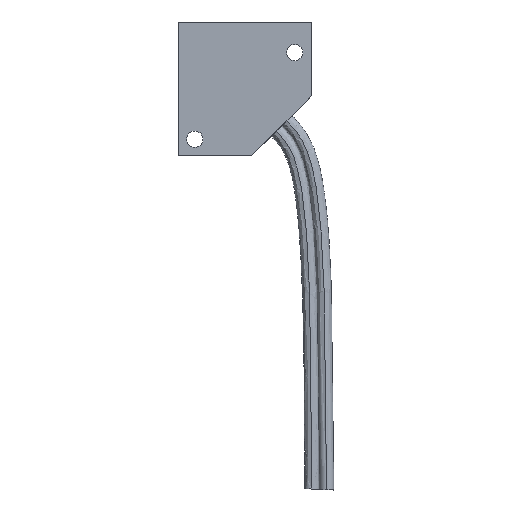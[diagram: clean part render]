
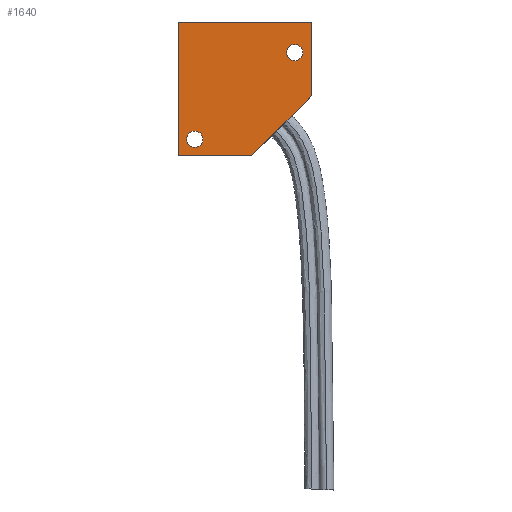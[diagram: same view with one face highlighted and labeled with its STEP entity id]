
A CAD part, left-side view. The second image highlights one B-rep face of the part: STEP entity #1640.
In plain terms, the highlighted planar face has unit normal (-1, 0, 0).
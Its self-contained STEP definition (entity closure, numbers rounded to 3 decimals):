
#61=FACE_BOUND('',#447,.T.);
#62=FACE_BOUND('',#448,.T.);
#72=PLANE('',#1909);
#123=LINE('',#3234,#184);
#130=LINE('',#3247,#191);
#132=LINE('',#3251,#193);
#133=LINE('',#3253,#194);
#134=LINE('',#3254,#195);
#184=VECTOR('',#2448,10.);
#191=VECTOR('',#2459,10.);
#193=VECTOR('',#2463,10.);
#194=VECTOR('',#2464,10.);
#195=VECTOR('',#2465,10.);
#328=FACE_OUTER_BOUND('',#446,.T.);
#446=EDGE_LOOP('',(#1502,#1503,#1504,#1505,#1506));
#447=EDGE_LOOP('',(#1507));
#448=EDGE_LOOP('',(#1508));
#618=CIRCLE('',#1901,1.23);
#621=CIRCLE('',#1905,1.23);
#800=VERTEX_POINT('',#3220);
#803=VERTEX_POINT('',#3228);
#804=VERTEX_POINT('',#3232);
#805=VERTEX_POINT('',#3233);
#809=VERTEX_POINT('',#3246);
#810=VERTEX_POINT('',#3250);
#811=VERTEX_POINT('',#3252);
#1032=EDGE_CURVE('',#800,#800,#618,.T.);
#1036=EDGE_CURVE('',#803,#803,#621,.T.);
#1037=EDGE_CURVE('',#804,#805,#123,.T.);
#1044=EDGE_CURVE('',#809,#804,#130,.T.);
#1046=EDGE_CURVE('',#805,#810,#132,.T.);
#1047=EDGE_CURVE('',#810,#811,#133,.T.);
#1048=EDGE_CURVE('',#811,#809,#134,.T.);
#1502=ORIENTED_EDGE('',*,*,#1037,.T.);
#1503=ORIENTED_EDGE('',*,*,#1046,.T.);
#1504=ORIENTED_EDGE('',*,*,#1047,.T.);
#1505=ORIENTED_EDGE('',*,*,#1048,.T.);
#1506=ORIENTED_EDGE('',*,*,#1044,.T.);
#1507=ORIENTED_EDGE('',*,*,#1032,.T.);
#1508=ORIENTED_EDGE('',*,*,#1036,.T.);
#1640=ADVANCED_FACE('',(#328,#61,#62),#72,.T.);
#1901=AXIS2_PLACEMENT_3D('',#3222,#2435,#2436);
#1905=AXIS2_PLACEMENT_3D('',#3230,#2444,#2445);
#1909=AXIS2_PLACEMENT_3D('',#3249,#2461,#2462);
#2435=DIRECTION('center_axis',(1.,0.,0.));
#2436=DIRECTION('ref_axis',(0.,0.,-1.));
#2444=DIRECTION('center_axis',(1.,0.,0.));
#2445=DIRECTION('ref_axis',(0.,0.,-1.));
#2448=DIRECTION('',(0.,-0.707,0.707));
#2459=DIRECTION('',(0.,-1.,0.));
#2461=DIRECTION('center_axis',(-1.,0.,0.));
#2462=DIRECTION('ref_axis',(0.,0.,1.));
#2463=DIRECTION('',(0.,0.,1.));
#2464=DIRECTION('',(0.,1.,0.));
#2465=DIRECTION('',(0.,0.,-1.));
#3220=CARTESIAN_POINT('',(-2.,-7.5,6.73));
#3222=CARTESIAN_POINT('Origin',(-2.,-7.5,5.5));
#3228=CARTESIAN_POINT('',(-2.,7.5,-6.271));
#3230=CARTESIAN_POINT('Origin',(-2.,7.5,-7.5));
#3232=CARTESIAN_POINT('',(-2.,-1.,-10.));
#3233=CARTESIAN_POINT('',(-2.,-10.,-1.));
#3234=CARTESIAN_POINT('',(-2.,-7.75,-3.25));
#3246=CARTESIAN_POINT('',(-2.,10.,-10.));
#3247=CARTESIAN_POINT('',(-2.,10.,-10.));
#3249=CARTESIAN_POINT('Origin',(-2.,0.,0.));
#3250=CARTESIAN_POINT('',(-2.,-10.,10.));
#3251=CARTESIAN_POINT('',(-2.,-10.,-10.));
#3252=CARTESIAN_POINT('',(-2.,10.,10.));
#3253=CARTESIAN_POINT('',(-2.,-10.,10.));
#3254=CARTESIAN_POINT('',(-2.,10.,10.));
